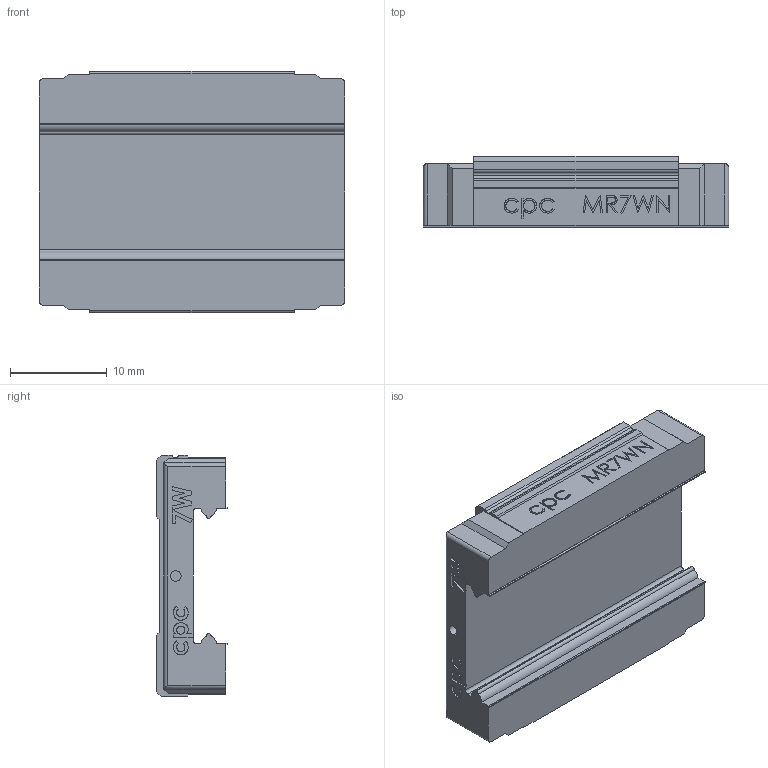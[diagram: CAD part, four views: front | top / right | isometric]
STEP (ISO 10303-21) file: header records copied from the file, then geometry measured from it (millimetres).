
FILE_DESCRIPTION (( 'STEP AP214' ), '1' );
FILE_NAME ('7WN-SU-block.STEP', '2013-03-12T08:21:11', ( 'CPC' ), ( '' ), 'SwSTEP 2.0', 'SolidWorks 2010', '' );
FILE_SCHEMA (( 'AUTOMOTIVE_DESIGN' ));
Length unit declared in the file: millimetre
Products named in the file (1): 7WN-SU-block
Bounding box: 31.6 x 7.35 x 25 mm (x, y, z)
Volume: 3706.1 mm3; surface area: 2769.3 mm2
Topology: 1 solids, 1 shells, 430 faces, 1146 edges, 752 vertices
Faces by surface type: plane 269, bspline 106, cylinder 39, cone 16
Entity records: 23057 total; most frequent: CARTESIAN_POINT 12611, ORIENTED_EDGE 2276, DIRECTION 1650, EDGE_CURVE 1138, VECTOR 844, LINE 844, VERTEX_POINT 752, EDGE_LOOP 472
